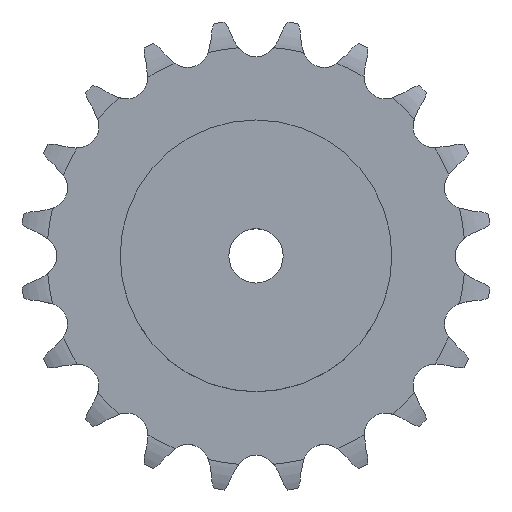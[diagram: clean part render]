
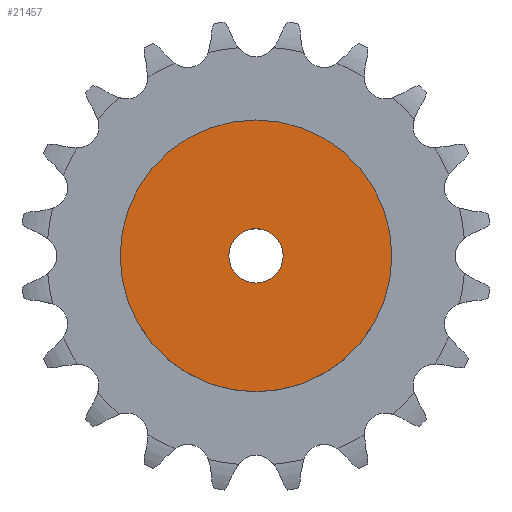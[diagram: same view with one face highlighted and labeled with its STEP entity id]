
A CAD part, top view. The second image highlights one B-rep face of the part: STEP entity #21457.
In plain terms, the highlighted planar face has unit normal (0, 0, 1).
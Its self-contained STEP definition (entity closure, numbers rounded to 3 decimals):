
#3961 = CYLINDRICAL_SURFACE('',#3962,25.);
#3962 = AXIS2_PLACEMENT_3D('',#3963,#3964,#3965);
#3963 = CARTESIAN_POINT('',(0.,0.,0.));
#3964 = DIRECTION('',(-0.,-0.,-1.));
#3965 = DIRECTION('',(1.,0.,0.));
#16170 = VERTEX_POINT('',#16171);
#16171 = CARTESIAN_POINT('',(25.,0.,18.));
#16192 = EDGE_CURVE('',#16170,#16170,#16193,.T.);
#16193 = SURFACE_CURVE('',#16194,(#16199,#16206),.PCURVE_S1.);
#16194 = CIRCLE('',#16195,25.);
#16195 = AXIS2_PLACEMENT_3D('',#16196,#16197,#16198);
#16196 = CARTESIAN_POINT('',(0.,0.,18.));
#16197 = DIRECTION('',(0.,0.,1.));
#16198 = DIRECTION('',(1.,0.,0.));
#16199 = PCURVE('',#3961,#16200);
#16200 = DEFINITIONAL_REPRESENTATION('',(#16201),#16205);
#16201 = LINE('',#16202,#16203);
#16202 = CARTESIAN_POINT('',(-0.,-18.));
#16203 = VECTOR('',#16204,1.);
#16204 = DIRECTION('',(-1.,0.));
#16205 = ( GEOMETRIC_REPRESENTATION_CONTEXT(2) 
PARAMETRIC_REPRESENTATION_CONTEXT() REPRESENTATION_CONTEXT('2D SPACE',''
  ) );
#16206 = PCURVE('',#16207,#16212);
#16207 = PLANE('',#16208);
#16208 = AXIS2_PLACEMENT_3D('',#16209,#16210,#16211);
#16209 = CARTESIAN_POINT('',(0.,0.,18.)
  );
#16210 = DIRECTION('',(0.,0.,1.));
#16211 = DIRECTION('',(1.,0.,0.));
#16212 = DEFINITIONAL_REPRESENTATION('',(#16213),#16217);
#16213 = CIRCLE('',#16214,25.);
#16214 = AXIS2_PLACEMENT_2D('',#16215,#16216);
#16215 = CARTESIAN_POINT('',(0.,0.));
#16216 = DIRECTION('',(1.,0.));
#16217 = ( GEOMETRIC_REPRESENTATION_CONTEXT(2) 
PARAMETRIC_REPRESENTATION_CONTEXT() REPRESENTATION_CONTEXT('2D SPACE',''
  ) );
#19261 = CYLINDRICAL_SURFACE('',#19262,5.);
#19262 = AXIS2_PLACEMENT_3D('',#19263,#19264,#19265);
#19263 = CARTESIAN_POINT('',(0.,0.,137.423));
#19264 = DIRECTION('',(0.,0.,1.));
#19265 = DIRECTION('',(1.,0.,0.));
#21457 = ADVANCED_FACE('',(#21458,#21461),#16207,.T.);
#21458 = FACE_BOUND('',#21459,.T.);
#21459 = EDGE_LOOP('',(#21460));
#21460 = ORIENTED_EDGE('',*,*,#16192,.T.);
#21461 = FACE_BOUND('',#21462,.T.);
#21462 = EDGE_LOOP('',(#21463));
#21463 = ORIENTED_EDGE('',*,*,#21464,.F.);
#21464 = EDGE_CURVE('',#21465,#21465,#21467,.T.);
#21465 = VERTEX_POINT('',#21466);
#21466 = CARTESIAN_POINT('',(5.,0.,18.));
#21467 = SURFACE_CURVE('',#21468,(#21473,#21480),.PCURVE_S1.);
#21468 = CIRCLE('',#21469,5.);
#21469 = AXIS2_PLACEMENT_3D('',#21470,#21471,#21472);
#21470 = CARTESIAN_POINT('',(0.,0.,18.));
#21471 = DIRECTION('',(0.,0.,1.));
#21472 = DIRECTION('',(1.,0.,0.));
#21473 = PCURVE('',#16207,#21474);
#21474 = DEFINITIONAL_REPRESENTATION('',(#21475),#21479);
#21475 = CIRCLE('',#21476,5.);
#21476 = AXIS2_PLACEMENT_2D('',#21477,#21478);
#21477 = CARTESIAN_POINT('',(0.,0.));
#21478 = DIRECTION('',(1.,0.));
#21479 = ( GEOMETRIC_REPRESENTATION_CONTEXT(2) 
PARAMETRIC_REPRESENTATION_CONTEXT() REPRESENTATION_CONTEXT('2D SPACE',''
  ) );
#21480 = PCURVE('',#19261,#21481);
#21481 = DEFINITIONAL_REPRESENTATION('',(#21482),#21486);
#21482 = LINE('',#21483,#21484);
#21483 = CARTESIAN_POINT('',(0.,-119.423));
#21484 = VECTOR('',#21485,1.);
#21485 = DIRECTION('',(1.,0.));
#21486 = ( GEOMETRIC_REPRESENTATION_CONTEXT(2) 
PARAMETRIC_REPRESENTATION_CONTEXT() REPRESENTATION_CONTEXT('2D SPACE',''
  ) );
